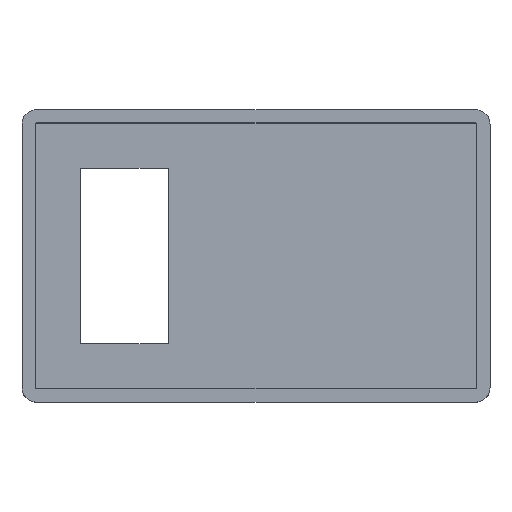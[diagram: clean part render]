
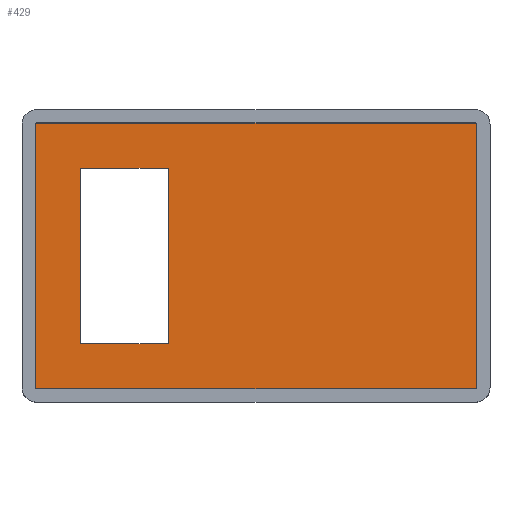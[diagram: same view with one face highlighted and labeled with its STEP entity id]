
A CAD part, top view. The second image highlights one B-rep face of the part: STEP entity #429.
In plain terms, the highlighted planar face has unit normal (0, 0, 1).
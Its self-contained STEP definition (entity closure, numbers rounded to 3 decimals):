
#16=FACE_BOUND('',#82,.T.);
#18=CIRCLE('',#457,0.231);
#20=CIRCLE('',#461,0.231);
#22=CIRCLE('',#465,0.231);
#24=CIRCLE('',#469,0.231);
#57=FACE_OUTER_BOUND('',#81,.T.);
#81=EDGE_LOOP('',(#351,#352,#353,#354,#355,#356,#357,#358));
#82=EDGE_LOOP('',(#359,#360,#361,#362));
#91=LINE('',#618,#135);
#95=LINE('',#626,#139);
#98=LINE('',#632,#142);
#101=LINE('',#637,#145);
#103=LINE('',#642,#147);
#108=LINE('',#656,#152);
#112=LINE('',#668,#156);
#116=LINE('',#680,#160);
#135=VECTOR('',#494,10.);
#139=VECTOR('',#500,10.);
#142=VECTOR('',#505,10.);
#145=VECTOR('',#510,10.);
#147=VECTOR('',#514,10.);
#152=VECTOR('',#527,10.);
#156=VECTOR('',#539,10.);
#160=VECTOR('',#551,10.);
#179=VERTEX_POINT('',#616);
#180=VERTEX_POINT('',#617);
#183=VERTEX_POINT('',#625);
#185=VERTEX_POINT('',#631);
#187=VERTEX_POINT('',#640);
#188=VERTEX_POINT('',#641);
#191=VERTEX_POINT('',#649);
#193=VERTEX_POINT('',#655);
#195=VERTEX_POINT('',#661);
#197=VERTEX_POINT('',#667);
#199=VERTEX_POINT('',#673);
#201=VERTEX_POINT('',#679);
#219=EDGE_CURVE('',#179,#180,#91,.T.);
#223=EDGE_CURVE('',#183,#179,#95,.T.);
#226=EDGE_CURVE('',#185,#183,#98,.T.);
#229=EDGE_CURVE('',#180,#185,#101,.T.);
#231=EDGE_CURVE('',#187,#188,#103,.T.);
#235=EDGE_CURVE('',#188,#191,#18,.T.);
#238=EDGE_CURVE('',#191,#193,#108,.T.);
#241=EDGE_CURVE('',#193,#195,#20,.T.);
#244=EDGE_CURVE('',#195,#197,#112,.T.);
#247=EDGE_CURVE('',#197,#199,#22,.T.);
#250=EDGE_CURVE('',#199,#201,#116,.T.);
#253=EDGE_CURVE('',#201,#187,#24,.T.);
#351=ORIENTED_EDGE('',*,*,#231,.T.);
#352=ORIENTED_EDGE('',*,*,#235,.T.);
#353=ORIENTED_EDGE('',*,*,#238,.T.);
#354=ORIENTED_EDGE('',*,*,#241,.T.);
#355=ORIENTED_EDGE('',*,*,#244,.T.);
#356=ORIENTED_EDGE('',*,*,#247,.T.);
#357=ORIENTED_EDGE('',*,*,#250,.T.);
#358=ORIENTED_EDGE('',*,*,#253,.T.);
#359=ORIENTED_EDGE('',*,*,#219,.T.);
#360=ORIENTED_EDGE('',*,*,#229,.T.);
#361=ORIENTED_EDGE('',*,*,#226,.T.);
#362=ORIENTED_EDGE('',*,*,#223,.T.);
#409=PLANE('',#479);
#429=ADVANCED_FACE('',(#57,#16),#409,.T.);
#457=AXIS2_PLACEMENT_3D('',#650,#520,#521);
#461=AXIS2_PLACEMENT_3D('',#662,#532,#533);
#465=AXIS2_PLACEMENT_3D('',#674,#544,#545);
#469=AXIS2_PLACEMENT_3D('',#685,#556,#557);
#479=AXIS2_PLACEMENT_3D('',#714,#584,#585);
#494=DIRECTION('',(0.,1.,0.));
#500=DIRECTION('',(-1.,0.,0.));
#505=DIRECTION('',(0.,-1.,0.));
#510=DIRECTION('',(1.,0.,0.));
#514=DIRECTION('',(0.,-1.,0.));
#520=DIRECTION('center_axis',(0.,0.,1.));
#521=DIRECTION('ref_axis',(-1.,0.,0.));
#527=DIRECTION('',(1.,0.,0.));
#532=DIRECTION('center_axis',(0.,0.,1.));
#533=DIRECTION('ref_axis',(0.,-1.,0.));
#539=DIRECTION('',(0.,1.,0.));
#544=DIRECTION('center_axis',(0.,0.,1.));
#545=DIRECTION('ref_axis',(1.,0.,0.));
#551=DIRECTION('',(-1.,0.,0.));
#556=DIRECTION('center_axis',(0.,0.,1.));
#557=DIRECTION('ref_axis',(0.,1.,0.));
#584=DIRECTION('center_axis',(0.,0.,1.));
#585=DIRECTION('ref_axis',(1.,0.,0.));
#616=CARTESIAN_POINT('',(10.,10.,3.));
#617=CARTESIAN_POINT('',(10.,40.,3.));
#618=CARTESIAN_POINT('',(10.,17.5,3.));
#625=CARTESIAN_POINT('',(25.,10.,3.));
#626=CARTESIAN_POINT('',(32.5,10.,3.));
#631=CARTESIAN_POINT('',(25.,40.,3.));
#632=CARTESIAN_POINT('',(25.,32.5,3.));
#637=CARTESIAN_POINT('',(25.,40.,3.));
#640=CARTESIAN_POINT('',(2.269,47.5,3.));
#641=CARTESIAN_POINT('',(2.269,2.5,3.));
#642=CARTESIAN_POINT('',(2.269,13.75,3.));
#649=CARTESIAN_POINT('',(2.5,2.269,3.));
#650=CARTESIAN_POINT('Origin',(2.5,2.5,3.));
#655=CARTESIAN_POINT('',(77.5,2.269,3.));
#656=CARTESIAN_POINT('',(58.75,2.269,3.));
#661=CARTESIAN_POINT('',(77.731,2.5,3.));
#662=CARTESIAN_POINT('Origin',(77.5,2.5,3.));
#667=CARTESIAN_POINT('',(77.731,47.5,3.));
#668=CARTESIAN_POINT('',(77.731,36.25,3.));
#673=CARTESIAN_POINT('',(77.5,47.731,3.));
#674=CARTESIAN_POINT('Origin',(77.5,47.5,3.));
#679=CARTESIAN_POINT('',(2.5,47.731,3.));
#680=CARTESIAN_POINT('',(21.25,47.731,3.));
#685=CARTESIAN_POINT('Origin',(2.5,47.5,3.));
#714=CARTESIAN_POINT('Origin',(40.,25.,3.));
